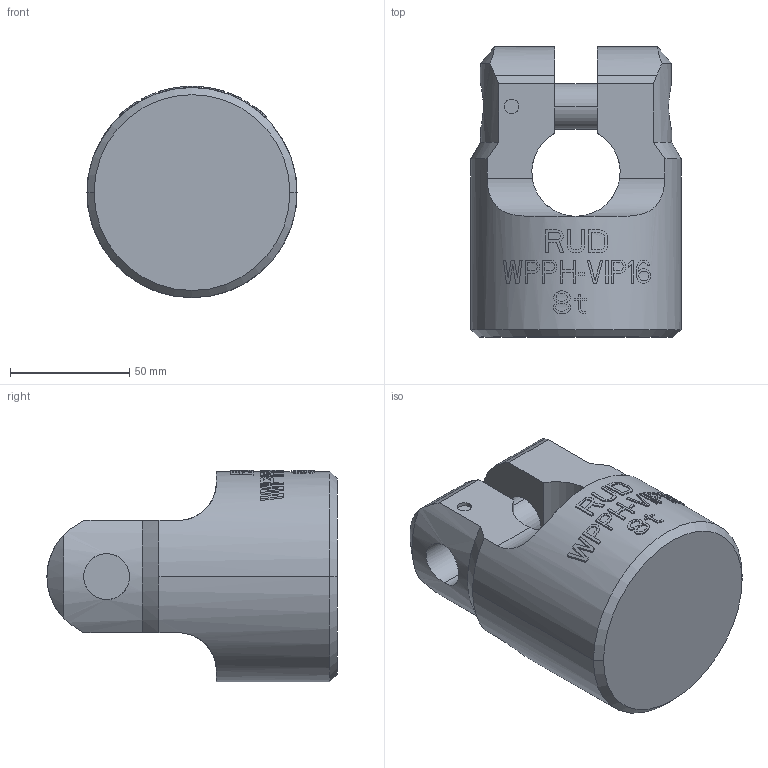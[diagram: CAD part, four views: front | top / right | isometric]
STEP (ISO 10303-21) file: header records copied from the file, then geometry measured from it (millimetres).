
FILE_DESCRIPTION((''),'2;1');
FILE_NAME('001-M31445-P03','2004-10-11T',('Haas'),(''),'PRO/ENGINEER BY PARAMETRIC TECHNOLOGY CORPORATION, 2003450','PRO/ENGINEER BY PARAMETRIC TECHNOLOGY CORPORATION, 2003450','');
FILE_SCHEMA(('CONFIG_CONTROL_DESIGN'));
Length unit declared in the file: millimetre
Products named in the file (1): 001-M31445-P03
Bounding box: 88 x 121.5 x 88.5 mm (x, y, z)
Volume: 477972 mm3; surface area: 46397.7 mm2
Topology: 1 solids, 1 shells, 409 faces, 1136 edges, 756 vertices
Faces by surface type: plane 359, cylinder 44, cone 6
Entity records: 13188 total; most frequent: CARTESIAN_POINT 3387, ORIENTED_EDGE 2272, DIRECTION 1670, EDGE_CURVE 1136, VERTEX_POINT 756, AXIS2_PLACEMENT_3D 579, VECTOR 512, LINE 512
